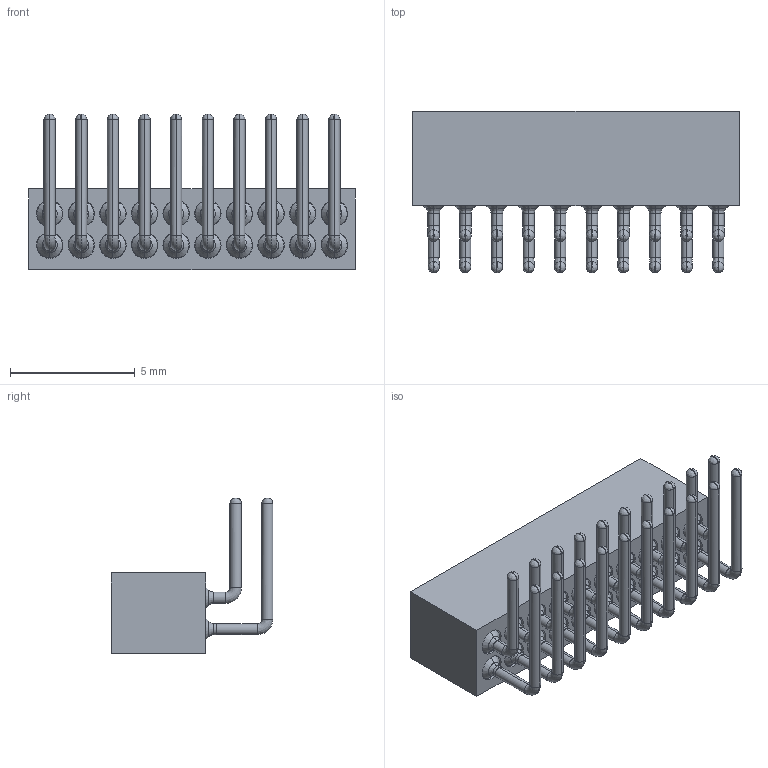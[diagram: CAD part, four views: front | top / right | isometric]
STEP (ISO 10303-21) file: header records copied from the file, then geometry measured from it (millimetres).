
FILE_DESCRIPTION( ('This file contains a STEP AP42 implementation' ,'as created by ZW3D STEP Interface translator.') ,'2;1' );
FILE_NAME( '3524-382XXRXX089X1.stp' ,'231013.1714 7', (''), ('ZWCAD Software Co.'), 'Version 1.0', 'ZW3D to STEP translator', '' );
FILE_SCHEMA(('AUTOMOTIVE_DESIGN { 1 0 10303 214 1 1 1 1 }'));
Length unit declared in the file: millimetre
Products named in the file (2): 0; 3524-38220RXX089X1
Bounding box: 13.11 x 6.49 x 6.25 mm (x, y, z)
Volume: 2.5 mm3; surface area: 826.7 mm2
Topology: 38 solids, 41 shells, 2088 faces, 5154 edges, 3128 vertices
Faces by surface type: bspline 870, plane 598, cone 580, cylinder 40
Entity records: 116227 total; most frequent: CARTESIAN_POINT 78720, ORIENTED_EDGE 10556, EDGE_CURVE 5104, B_SPLINE_CURVE_WITH_KNOTS 5014, VERTEX_POINT 3128, DIRECTION 2498, EDGE_LOOP 2202, FACE_OUTER_BOUND 2088
